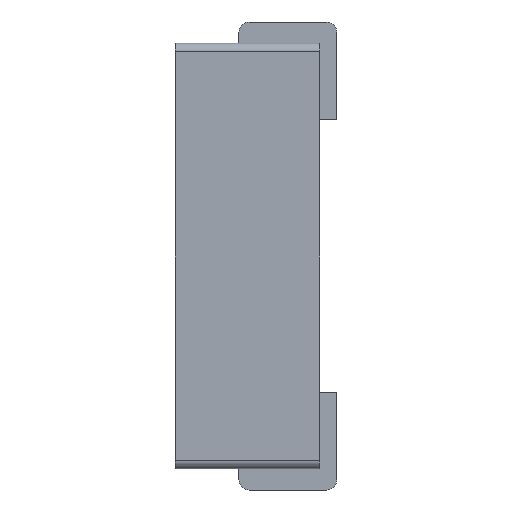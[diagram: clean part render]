
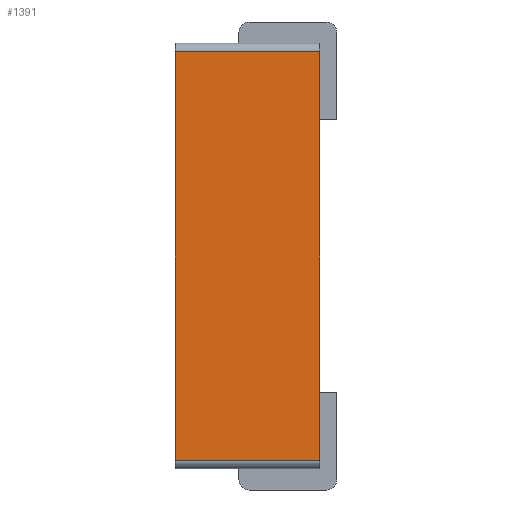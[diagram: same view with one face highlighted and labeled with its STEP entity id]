
A CAD part, left-side view. The second image highlights one B-rep face of the part: STEP entity #1391.
In plain terms, the highlighted planar face has unit normal (-1, 0, 0).
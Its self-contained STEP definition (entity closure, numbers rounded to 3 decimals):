
#117 = CARTESIAN_POINT ( 'NONE',  ( -5., 0., -5. ) ) ;
#388 = VERTEX_POINT ( 'NONE', #538 ) ;
#421 = EDGE_CURVE ( 'NONE', #2180, #1212, #3199, .T. ) ;
#538 = CARTESIAN_POINT ( 'NONE',  ( -5., 0., -4.8 ) ) ;
#614 = VECTOR ( 'NONE', #5522, 1000. ) ;
#637 = LINE ( 'NONE', #1867, #5150 ) ;
#704 = ORIENTED_EDGE ( 'NONE', *, *, #4445, .T. ) ;
#748 = PLANE ( 'NONE',  #1635 ) ;
#772 = EDGE_CURVE ( 'NONE', #2180, #388, #5124, .T. ) ;
#881 = VERTEX_POINT ( 'NONE', #4657 ) ;
#888 = CARTESIAN_POINT ( 'NONE',  ( -5., 3.4, -5. ) ) ;
#995 = DIRECTION ( 'NONE',  ( 1., 0., 0. ) ) ;
#1009 = DIRECTION ( 'NONE',  ( 0., 0., -1. ) ) ;
#1114 = ORIENTED_EDGE ( 'NONE', *, *, #772, .T. ) ;
#1212 = VERTEX_POINT ( 'NONE', #3264 ) ;
#1391 = ADVANCED_FACE ( 'NONE', ( #4358 ), #748, .F. ) ;
#1582 = ORIENTED_EDGE ( 'NONE', *, *, #421, .F. ) ;
#1604 = CARTESIAN_POINT ( 'NONE',  ( -5., 3.4, -5. ) ) ;
#1635 = AXIS2_PLACEMENT_3D ( 'NONE', #888, #995, #1009 ) ;
#1704 = DIRECTION ( 'NONE',  ( 0., 0., 1. ) ) ;
#1867 = CARTESIAN_POINT ( 'NONE',  ( -5., 3.4, 4.8 ) ) ;
#1997 = ORIENTED_EDGE ( 'NONE', *, *, #4333, .T. ) ;
#2140 = EDGE_LOOP ( 'NONE', ( #1997, #704, #1582, #1114 ) ) ;
#2180 = VERTEX_POINT ( 'NONE', #2971 ) ;
#2971 = CARTESIAN_POINT ( 'NONE',  ( -5., 3.4, -4.8 ) ) ;
#3199 = LINE ( 'NONE', #1604, #5388 ) ;
#3264 = CARTESIAN_POINT ( 'NONE',  ( -5., 3.4, 4.8 ) ) ;
#3519 = CARTESIAN_POINT ( 'NONE',  ( -5., 3.4, -4.8 ) ) ;
#3633 = VECTOR ( 'NONE', #4882, 1000. ) ;
#4333 = EDGE_CURVE ( 'NONE', #388, #881, #4662, .T. ) ;
#4358 = FACE_OUTER_BOUND ( 'NONE', #2140, .T. ) ;
#4445 = EDGE_CURVE ( 'NONE', #881, #1212, #637, .T. ) ;
#4491 = DIRECTION ( 'NONE',  ( 0., 1., 0. ) ) ;
#4657 = CARTESIAN_POINT ( 'NONE',  ( -5., 0., 4.8 ) ) ;
#4662 = LINE ( 'NONE', #117, #3633 ) ;
#4882 = DIRECTION ( 'NONE',  ( 0., 0., 1. ) ) ;
#5124 = LINE ( 'NONE', #3519, #614 ) ;
#5150 = VECTOR ( 'NONE', #4491, 1000. ) ;
#5388 = VECTOR ( 'NONE', #1704, 1000. ) ;
#5522 = DIRECTION ( 'NONE',  ( 0., -1., 0. ) ) ;
